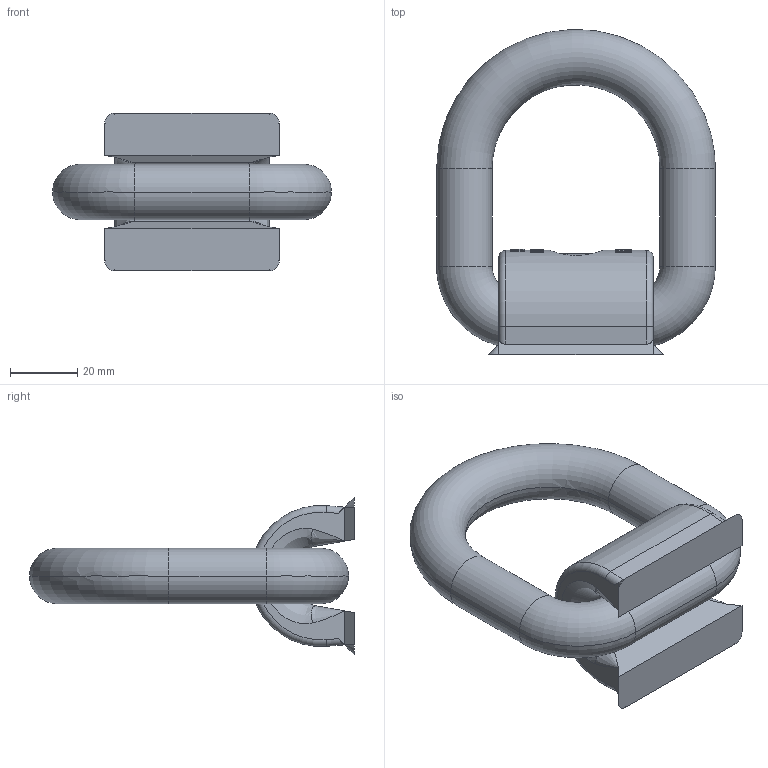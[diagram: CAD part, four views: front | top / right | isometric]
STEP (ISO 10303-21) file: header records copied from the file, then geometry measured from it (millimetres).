
FILE_DESCRIPTION((''),'2;1');
FILE_NAME('3LBS-RS-1','2005-01-19T',('jakubetz'),(''),'PRO/ENGINEER BY PARAMETRIC TECHNOLOGY CORPORATION, 2001400','PRO/ENGINEER BY PARAMETRIC TECHNOLOGY CORPORATION, 2001400','');
FILE_SCHEMA(('CONFIG_CONTROL_DESIGN'));
Length unit declared in the file: millimetre
Products named in the file (1): 3LBS-RS-1
Bounding box: 83 x 96.73 x 47 mm (x, y, z)
Volume: 88209.9 mm3; surface area: 24676.3 mm2
Topology: 2 solids, 3 shells, 346 faces, 965 edges, 630 vertices
Faces by surface type: plane 297, cylinder 31, torus 8, bspline 6, cone 4
Entity records: 12432 total; most frequent: CARTESIAN_POINT 4247, ORIENTED_EDGE 1910, DIRECTION 1369, EDGE_CURVE 957, VERTEX_POINT 630, AXIS2_PLACEMENT_3D 471, VECTOR 427, LINE 427
